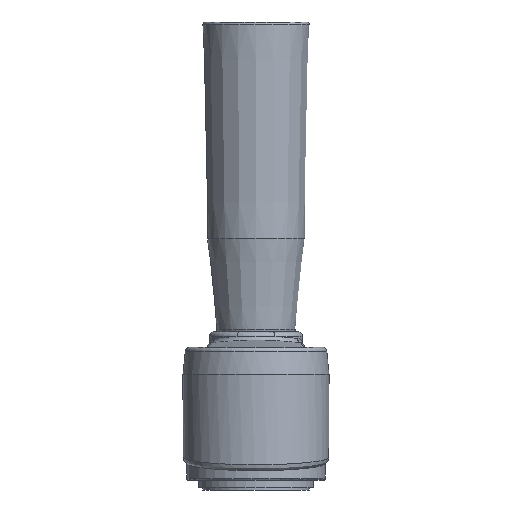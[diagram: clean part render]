
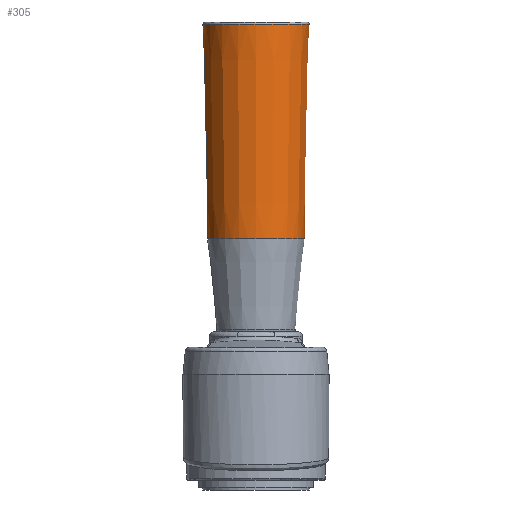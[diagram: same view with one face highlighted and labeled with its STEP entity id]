
A CAD part, front view. The second image highlights one B-rep face of the part: STEP entity #305.
In plain terms, the highlighted conical face has half-angle 1.228 degrees and reference radius 10.95 mm.
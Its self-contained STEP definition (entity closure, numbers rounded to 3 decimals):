
#305 = ADVANCED_FACE( '', ( #726, #727 ), #728, .T. );
#726 = FACE_OUTER_BOUND( '', #2070, .T. );
#727 = FACE_BOUND( '', #2071, .T. );
#728 = CONICAL_SURFACE( '', #2072, 10.95, 0.021 );
#2070 = EDGE_LOOP( '', ( #3840 ) );
#2071 = EDGE_LOOP( '', ( #3841 ) );
#2072 = AXIS2_PLACEMENT_3D( '', #3842, #3843, #3844 );
#3840 = ORIENTED_EDGE( '', *, *, #4860, .T. );
#3841 = ORIENTED_EDGE( '', *, *, #4894, .T. );
#3842 = CARTESIAN_POINT( '', ( 0., 100., 54.5 ) );
#3843 = DIRECTION( '', ( 0., 0., 1. ) );
#3844 = DIRECTION( '', ( 0., -1., 0. ) );
#4860 = EDGE_CURVE( '', #5504, #5504, #5505, .T. );
#4894 = EDGE_CURVE( '', #5553, #5553, #5554, .T. );
#5504 = VERTEX_POINT( '', #6950 );
#5505 = CIRCLE( '', #6951, 11.989 );
#5553 = VERTEX_POINT( '', #7065 );
#5554 = CIRCLE( '', #7066, 10.95 );
#6950 = CARTESIAN_POINT( '', ( 0., 111.989, 102.989 ) );
#6951 = AXIS2_PLACEMENT_3D( '', #7993, #7994, #7995 );
#7065 = CARTESIAN_POINT( '', ( 0., 89.05, 54.5 ) );
#7066 = AXIS2_PLACEMENT_3D( '', #8024, #8025, #8026 );
#7993 = CARTESIAN_POINT( '', ( 0., 100., 102.989 ) );
#7994 = DIRECTION( '', ( 0., 0., -1. ) );
#7995 = DIRECTION( '', ( 0., 1., 0. ) );
#8024 = CARTESIAN_POINT( '', ( 0., 100., 54.5 ) );
#8025 = DIRECTION( '', ( 0., 0., 1. ) );
#8026 = DIRECTION( '', ( 0., -1., 0. ) );
